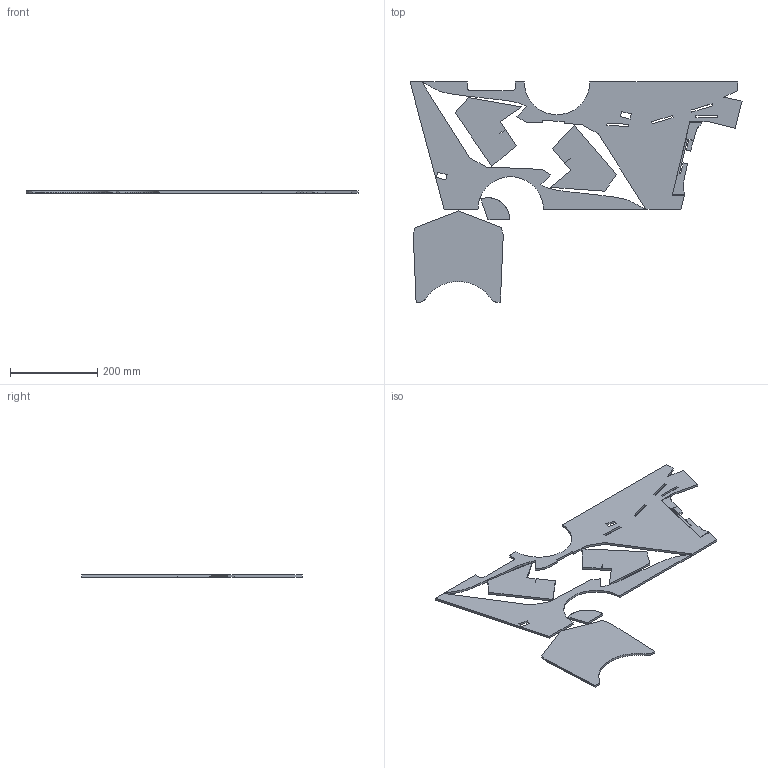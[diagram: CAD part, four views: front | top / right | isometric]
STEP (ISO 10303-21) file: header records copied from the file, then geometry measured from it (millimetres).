
FILE_DESCRIPTION(('FreeCAD Model'),'2;1');
FILE_NAME('Open CASCADE Shape Model','2021-02-27T13:19:43',('Author'),( ''),'Open CASCADE STEP processor 7.3','FreeCAD','Unknown');
FILE_SCHEMA(('AUTOMOTIVE_DESIGN { 1 0 10303 214 1 1 1 1 }'));
Length unit declared in the file: millimetre
Products named in the file (8): Unnamed2; Part13; Part14; Part15; Part16; Part17; Part18; Part19
Assembly tree (7 placements, depth 2):
  Unnamed2
    Part13
    Part14
    Part15
    Part16
    Part17
    Part18
    Part19
Bounding box: 761.51 x 505 x 5 mm (x, y, z)
Volume: 835887 mm3; surface area: 368734.5 mm2
Topology: 7 solids, 7 shells, 395 faces, 1143 edges, 762 vertices
Faces by surface type: extrusion 380, plane 15
Entity records: 12565 total; most frequent: CARTESIAN_POINT 3448, ORIENTED_EDGE 2286, EDGE_CURVE 1143, B_SPLINE_CURVE_WITH_KNOTS 1140, DIRECTION 809, VECTOR 763, VERTEX_POINT 762, FACE_BOUND 411
